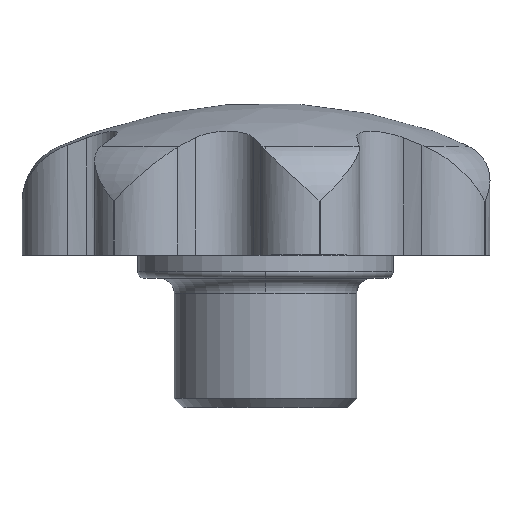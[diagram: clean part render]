
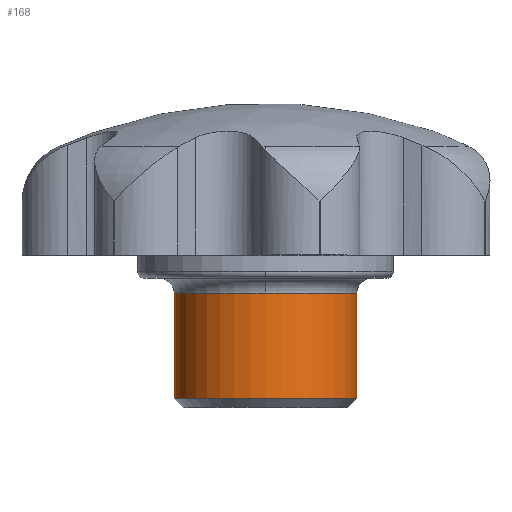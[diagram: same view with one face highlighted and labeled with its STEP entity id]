
A CAD part, top view. The second image highlights one B-rep face of the part: STEP entity #168.
In plain terms, the highlighted cylindrical face has radius 6 mm (diameter 12 mm), a partial arc.
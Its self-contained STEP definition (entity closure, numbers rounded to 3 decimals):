
#168 = ADVANCED_FACE( '', ( #364 ), #365, .T. );
#364 = FACE_OUTER_BOUND( '', #566, .T. );
#365 = CYLINDRICAL_SURFACE( '', #567, 6. );
#566 = EDGE_LOOP( '', ( #1346, #1347, #1348, #1349, #1350 ) );
#567 = AXIS2_PLACEMENT_3D( '', #1351, #1352, #1353 );
#1346 = ORIENTED_EDGE( '', *, *, #1445, .T. );
#1347 = ORIENTED_EDGE( '', *, *, #1702, .F. );
#1348 = ORIENTED_EDGE( '', *, *, #1442, .F. );
#1349 = ORIENTED_EDGE( '', *, *, #1447, .T. );
#1350 = ORIENTED_EDGE( '', *, *, #1701, .T. );
#1351 = CARTESIAN_POINT( '', ( 0., 4.05, 0. ) );
#1352 = DIRECTION( '', ( 0., -1., 0. ) );
#1353 = DIRECTION( '', ( 1., 0., 0. ) );
#1442 = EDGE_CURVE( '', #1729, #1731, #1732, .T. );
#1445 = EDGE_CURVE( '', #1736, #1737, #1738, .T. );
#1447 = EDGE_CURVE( '', #1729, #1739, #1741, .T. );
#1701 = EDGE_CURVE( '', #1739, #1736, #2161, .T. );
#1702 = EDGE_CURVE( '', #1731, #1737, #2162, .T. );
#1729 = VERTEX_POINT( '', #2192 );
#1731 = VERTEX_POINT( '', #2194 );
#1732 = CIRCLE( '', #2195, 6. );
#1736 = VERTEX_POINT( '', #2199 );
#1737 = VERTEX_POINT( '', #2200 );
#1738 = LINE( '', #2201, #2202 );
#1739 = VERTEX_POINT( '', #2203 );
#1741 = LINE( '', #2205, #2206 );
#2161 = CIRCLE( '', #3191, 6. );
#2162 = CIRCLE( '', #3192, 6. );
#2192 = CARTESIAN_POINT( '', ( -6., 7.5, 0. ) );
#2194 = CARTESIAN_POINT( '', ( 0., 7.5, 6. ) );
#2195 = AXIS2_PLACEMENT_3D( '', #3230, #3231, #3232 );
#2199 = CARTESIAN_POINT( '', ( 6., 0.6, 0. ) );
#2200 = CARTESIAN_POINT( '', ( 6., 7.5, 0. ) );
#2201 = CARTESIAN_POINT( '', ( 6., 4.05, 0. ) );
#2202 = VECTOR( '', #3239, 1. );
#2203 = CARTESIAN_POINT( '', ( -6., 0.6, 0. ) );
#2205 = CARTESIAN_POINT( '', ( -6., 4.05, 0. ) );
#2206 = VECTOR( '', #3243, 1. );
#3191 = AXIS2_PLACEMENT_3D( '', #3698, #3699, #3700 );
#3192 = AXIS2_PLACEMENT_3D( '', #3701, #3702, #3703 );
#3230 = CARTESIAN_POINT( '', ( 0., 7.5, 0. ) );
#3231 = DIRECTION( '', ( 0., 1., 0. ) );
#3232 = DIRECTION( '', ( 1., 0., 0. ) );
#3239 = DIRECTION( '', ( 0., 1., 0. ) );
#3243 = DIRECTION( '', ( 0., -1., 0. ) );
#3698 = CARTESIAN_POINT( '', ( 0., 0.6, 0. ) );
#3699 = DIRECTION( '', ( 0., 1., 0. ) );
#3700 = DIRECTION( '', ( 1., 0., 0. ) );
#3701 = CARTESIAN_POINT( '', ( 0., 7.5, 0. ) );
#3702 = DIRECTION( '', ( 0., 1., 0. ) );
#3703 = DIRECTION( '', ( 1., 0., 0. ) );
